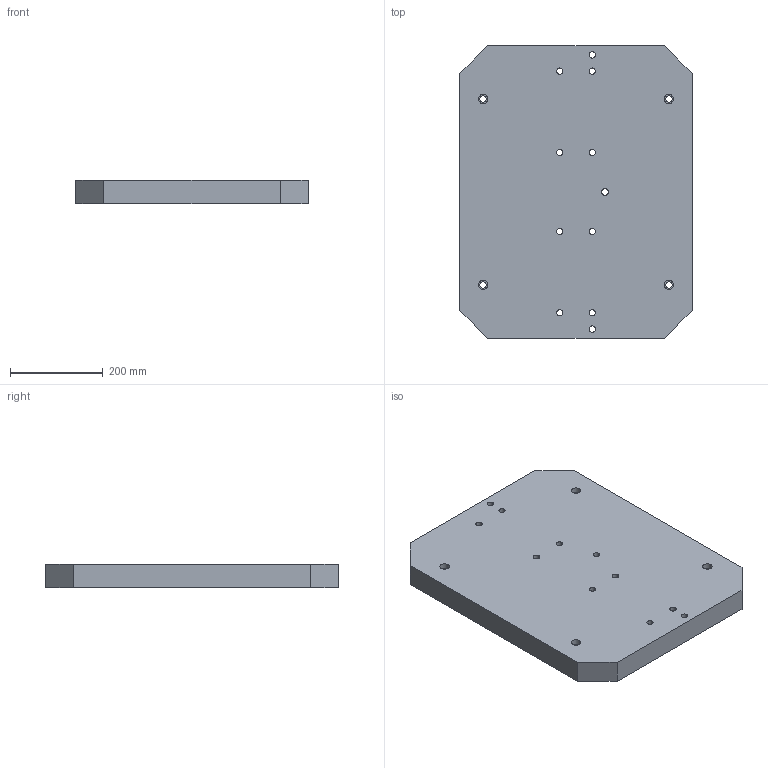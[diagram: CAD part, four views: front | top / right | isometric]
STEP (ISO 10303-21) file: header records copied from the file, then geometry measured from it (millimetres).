
FILE_DESCRIPTION(('STEP AP214'),'1');
FILE_NAME(' ',' ',('TraceParts'),('TraceParts S.A.'),'XStep 1.0',' ',' ');
FILE_SCHEMA(('automotive_design'));
Length unit declared in the file: millimetre
Products named in the file (1): 1
Bounding box: 500 x 630 x 50 mm (x, y, z)
Volume: 15207537.1 mm3; surface area: 757091 mm2
Topology: 1 solids, 1 shells, 85 faces, 204 edges, 136 vertices
Faces by surface type: cylinder 60, plane 25
Entity records: 5002 total; most frequent: DIRECTION 496, STYLED_ITEM 426, PRESENTATION_STYLE_ASSIGNMENT 426, CARTESIAN_POINT 426, COLOUR_RGB 426, ORIENTED_EDGE 408, AXIS2_PLACEMENT_3D 206, EDGE_CURVE 204
